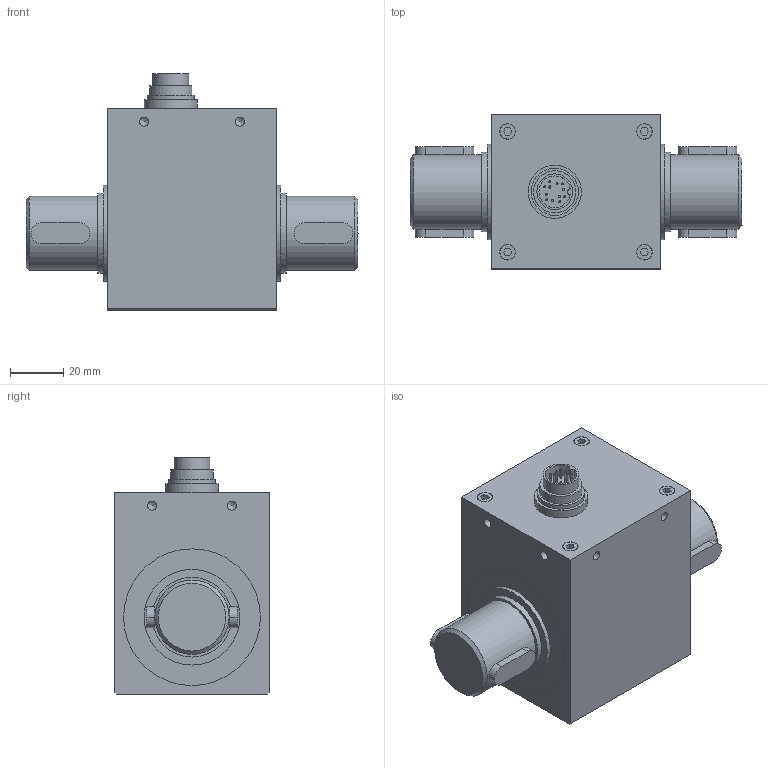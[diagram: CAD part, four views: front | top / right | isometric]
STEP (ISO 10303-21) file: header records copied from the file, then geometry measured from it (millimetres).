
FILE_DESCRIPTION((''),'2;1');
FILE_NAME('TRS605 100- 200 N-m.stp','2010-12-13T15:56:39',('thomasl'),(''),'Autodesk Inventor 2008','Autodesk Inventor 2008','');
FILE_SCHEMA(('AUTOMOTIVE_DESIGN { 1 0 10303 214 1 1 1 1 }'));
Length unit declared in the file: inch
Products named in the file (2): TRS605 100- 200 N-m; PART1
Assembly tree (1 placements, depth 2):
  TRS605 100- 200 N-m
    PART1
Bounding box: 125 x 58 x 89.03 mm (x, y, z)
Volume: 317602.6 mm3; surface area: 38669.8 mm2
Topology: 3 solids, 12 shells, 204 faces, 431 edges, 284 vertices
Faces by surface type: plane 107, cylinder 75, cone 22
Full cylindrical faces by diameter (mm): 0.762 x12, 2.896 x4, 3.422 x8, 3.505 x4, 3.556 x4, 4.334 x4, 5.74 x4, 5.842 x4, 13.462 x1, 15.875 x1, 17.78 x1, 19.05 x1, 20 x1, 28 x2, 30 x2, 36 x2, 51.5 x2
Entity records: 4936 total; most frequent: DIRECTION 916, CARTESIAN_POINT 791, ORIENTED_EDGE 652, AXIS2_PLACEMENT_3D 383, EDGE_LOOP 328, EDGE_CURVE 326, VERTEX_POINT 258, FACE_OUTER_BOUND 204
